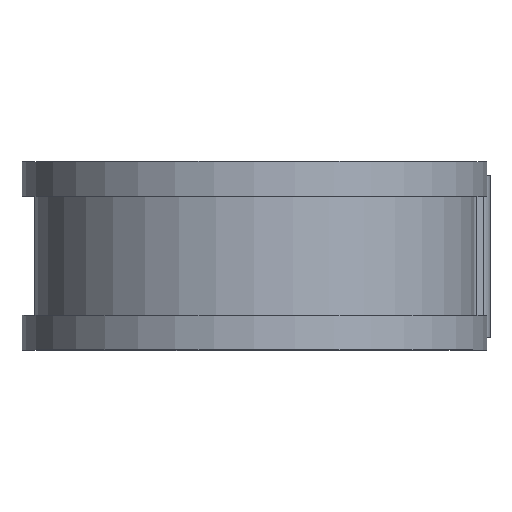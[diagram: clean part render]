
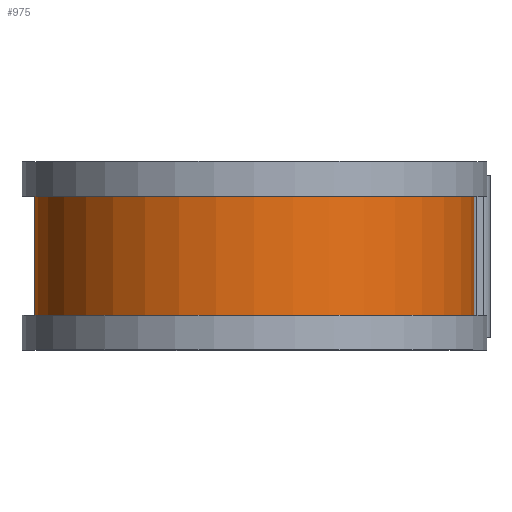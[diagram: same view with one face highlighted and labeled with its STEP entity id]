
A CAD part, top view. The second image highlights one B-rep face of the part: STEP entity #975.
In plain terms, the highlighted cylindrical face has radius 25.756 mm (diameter 51.511 mm), a partial arc.
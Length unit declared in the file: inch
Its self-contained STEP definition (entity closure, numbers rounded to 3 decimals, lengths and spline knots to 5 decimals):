
#14 = VERTEX_POINT ( 'NONE', #1405 ) ;
#48 = DIRECTION ( 'NONE',  ( 0., -1., 0. ) ) ;
#71 = DIRECTION ( 'NONE',  ( 0., -1., 0. ) ) ;
#193 = AXIS2_PLACEMENT_3D ( 'NONE', #1373, #48, #1507 ) ;
#242 = CARTESIAN_POINT ( 'NONE',  ( 0., -0.275, 0. ) ) ;
#311 = CIRCLE ( 'NONE', #752, 1.014 ) ;
#332 = ORIENTED_EDGE ( 'NONE', *, *, #630, .T. ) ;
#351 = DIRECTION ( 'NONE',  ( 0., -1., 0. ) ) ;
#393 = DIRECTION ( 'NONE',  ( 0., 0., -1. ) ) ;
#413 = VERTEX_POINT ( 'NONE', #1116 ) ;
#470 = CARTESIAN_POINT ( 'NONE',  ( 0., 0.375, -1.014 ) ) ;
#489 = DIRECTION ( 'NONE',  ( 0., -1., 0. ) ) ;
#513 = ORIENTED_EDGE ( 'NONE', *, *, #1104, .F. ) ;
#602 = VERTEX_POINT ( 'NONE', #755 ) ;
#630 = EDGE_CURVE ( 'NONE', #683, #602, #1534, .T. ) ;
#683 = VERTEX_POINT ( 'NONE', #1598 ) ;
#752 = AXIS2_PLACEMENT_3D ( 'NONE', #896, #71, #1017 ) ;
#755 = CARTESIAN_POINT ( 'NONE',  ( 0., -0.275, -1.014 ) ) ;
#832 = EDGE_LOOP ( 'NONE', ( #1708, #932, #332, #513 ) ) ;
#896 = CARTESIAN_POINT ( 'NONE',  ( 0., 0.275, 0. ) ) ;
#932 = ORIENTED_EDGE ( 'NONE', *, *, #1073, .T. ) ;
#975 = ADVANCED_FACE ( 'NONE', ( #1337 ), #1360, .T. ) ;
#997 = EDGE_CURVE ( 'NONE', #14, #413, #1358, .T. ) ;
#1017 = DIRECTION ( 'NONE',  ( 0., 0., -1. ) ) ;
#1073 = EDGE_CURVE ( 'NONE', #14, #683, #311, .T. ) ;
#1104 = EDGE_CURVE ( 'NONE', #413, #602, #1597, .T. ) ;
#1116 = CARTESIAN_POINT ( 'NONE',  ( 1.014, -0.275, 0. ) ) ;
#1152 = DIRECTION ( 'NONE',  ( 0., -1., 0. ) ) ;
#1250 = CARTESIAN_POINT ( 'NONE',  ( 1.014, 0.375, 0. ) ) ;
#1336 = AXIS2_PLACEMENT_3D ( 'NONE', #242, #1152, #393 ) ;
#1337 = FACE_OUTER_BOUND ( 'NONE', #832, .T. ) ;
#1351 = VECTOR ( 'NONE', #489, 39.37008 ) ;
#1358 = LINE ( 'NONE', #1250, #1351 ) ;
#1360 = CYLINDRICAL_SURFACE ( 'NONE', #193, 1.014 ) ;
#1373 = CARTESIAN_POINT ( 'NONE',  ( 0., 0.375, 0. ) ) ;
#1405 = CARTESIAN_POINT ( 'NONE',  ( 1.014, 0.275, 0. ) ) ;
#1507 = DIRECTION ( 'NONE',  ( 0., 0., -1. ) ) ;
#1523 = VECTOR ( 'NONE', #351, 39.37008 ) ;
#1534 = LINE ( 'NONE', #470, #1523 ) ;
#1597 = CIRCLE ( 'NONE', #1336, 1.014 ) ;
#1598 = CARTESIAN_POINT ( 'NONE',  ( 0., 0.275, -1.014 ) ) ;
#1708 = ORIENTED_EDGE ( 'NONE', *, *, #997, .F. ) ;
